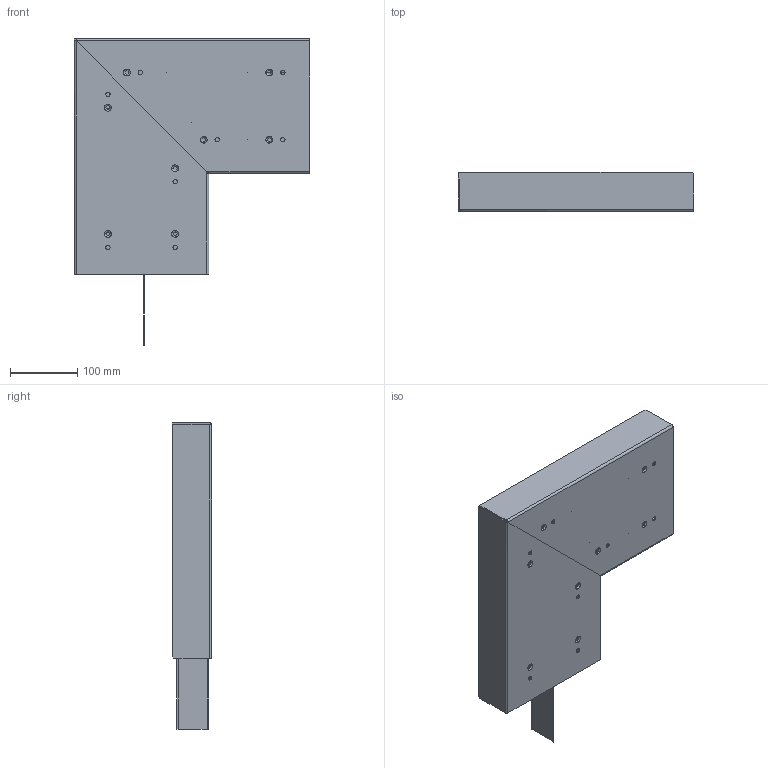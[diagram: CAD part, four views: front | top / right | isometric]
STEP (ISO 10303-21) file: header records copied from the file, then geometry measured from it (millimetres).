
FILE_DESCRIPTION((''),'2;1');
FILE_NAME('BKB20060541_ASM','2022-12-05T10:58:41',('hollstem'),(''),'CREO PARAMETRIC BY PTC INC, 2022024','CREO PARAMETRIC BY PTC INC, 2022024','');
FILE_SCHEMA(('AUTOMOTIVE_DESIGN { 1 0 10303 214 1 1 1 1 }'));
Length unit declared in the file: millimetre
Products named in the file (12): T-01223; T-01216; T-01248; T-01247; T-01025_AF2; T-01234_ASM; T-01230; T-01244; 63187-M_AF0; T-01402_ASM; T-01295; BKB20060541_ASM
Assembly tree (14 placements, depth 3):
  BKB20060541_ASM
    T-01223
    T-01216
    T-01248
    T-01247
    T-01234_ASM  x2
      T-01025_AF2
    T-01230  x2
    T-01244
    T-01402_ASM  x2
      63187-M_AF0
    T-01295
Bounding box: 350 x 58 x 455.34 mm (x, y, z)
Volume: 1032965.1 mm3; surface area: 755529.7 mm2
Topology: 12 solids, 24 shells, 318 faces, 1484 edges, 1248 vertices
Faces by surface type: plane 192, cylinder 92, torus 32, bspline 2
Entity records: 22984 total; most frequent: CARTESIAN_POINT 3543, DIRECTION 2347, ORIENTED_EDGE 1266, PRESENTATION_STYLE_ASSIGNMENT 1081, STYLED_ITEM 1079, CURVE_STYLE 1066, PROPERTY_DEFINITION 1010, REPRESENTATION 999
